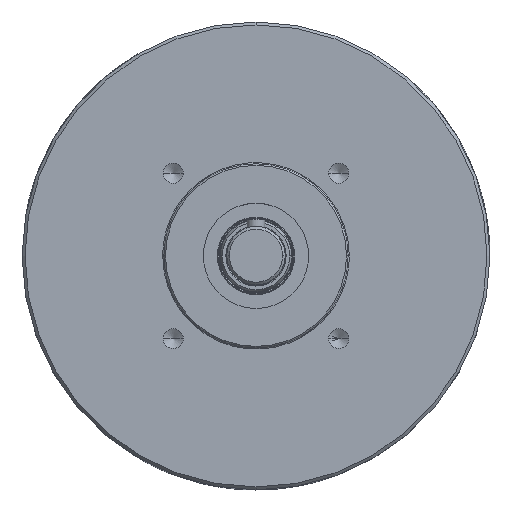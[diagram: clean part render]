
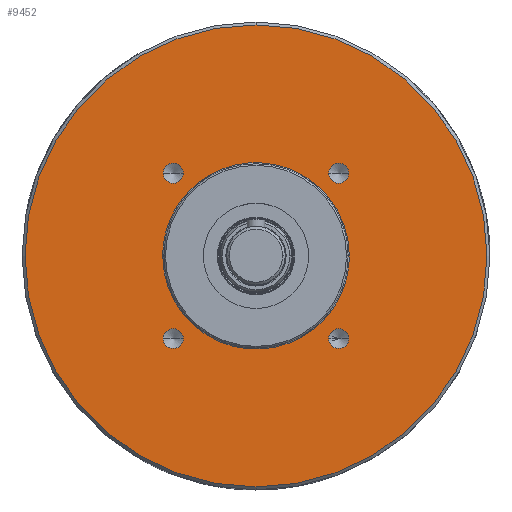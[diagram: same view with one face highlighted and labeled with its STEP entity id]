
A CAD part, top view. The second image highlights one B-rep face of the part: STEP entity #9452.
In plain terms, the highlighted planar face has unit normal (0, 0, 1).
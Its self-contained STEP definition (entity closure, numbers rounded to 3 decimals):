
#151 = DIRECTION ( 'NONE',  ( 0., 1., 0. ) ) ;
#1113 = CARTESIAN_POINT ( 'NONE',  ( 31.9, 0., -5. ) ) ;
#2086 = VERTEX_POINT ( 'NONE', #9576 ) ;
#2151 = CIRCLE ( 'NONE', #11247, 3.4 ) ;
#2681 = AXIS2_PLACEMENT_3D ( 'NONE', #10404, #2893, #45778 ) ;
#2893 = DIRECTION ( 'NONE',  ( 0., 0., 1. ) ) ;
#3583 = AXIS2_PLACEMENT_3D ( 'NONE', #19432, #16584, #7794 ) ;
#4192 = CARTESIAN_POINT ( 'NONE',  ( 28.284, 28.284, -5. ) ) ;
#4330 = AXIS2_PLACEMENT_3D ( 'NONE', #4192, #42945, #26976 ) ;
#4545 = DIRECTION ( 'NONE',  ( 0., 0., -1. ) ) ;
#5865 = EDGE_CURVE ( 'NONE', #35464, #34644, #34393, .T. ) ;
#7050 = VERTEX_POINT ( 'NONE', #48454 ) ;
#7200 = CARTESIAN_POINT ( 'NONE',  ( 31.684, 28.284, -5. ) ) ;
#7717 = DIRECTION ( 'NONE',  ( 0., 1., 0. ) ) ;
#7794 = DIRECTION ( 'NONE',  ( 1., 0., 0. ) ) ;
#7813 = VERTEX_POINT ( 'NONE', #44723 ) ;
#8721 = VERTEX_POINT ( 'NONE', #27216 ) ;
#9001 = CARTESIAN_POINT ( 'NONE',  ( -31.9, 0., -5. ) ) ;
#9042 = EDGE_LOOP ( 'NONE', ( #23012, #22690 ) ) ;
#9292 = ORIENTED_EDGE ( 'NONE', *, *, #45991, .F. ) ;
#9452 = ADVANCED_FACE ( 'NONE', ( #27349, #31231, #35598, #20380, #19339, #15971 ), #12354, .F. ) ;
#9491 = VERTEX_POINT ( 'NONE', #39982 ) ;
#9576 = CARTESIAN_POINT ( 'NONE',  ( 31.9, 0., -5. ) ) ;
#9761 = CARTESIAN_POINT ( 'NONE',  ( -31.9, -63.8, -5. ) ) ;
#9976 = CARTESIAN_POINT ( 'NONE',  ( 31.684, -28.284, -5. ) ) ;
#10222 = EDGE_LOOP ( 'NONE', ( #11142, #27846 ) ) ;
#10297 = DIRECTION ( 'NONE',  ( 1., 0., 0. ) ) ;
#10404 = CARTESIAN_POINT ( 'NONE',  ( 28.284, 28.284, -5. ) ) ;
#11142 = ORIENTED_EDGE ( 'NONE', *, *, #13609, .F. ) ;
#11247 = AXIS2_PLACEMENT_3D ( 'NONE', #12044, #27302, #50792 ) ;
#12044 = CARTESIAN_POINT ( 'NONE',  ( -28.284, 28.284, -5. ) ) ;
#12354 = PLANE ( 'NONE',  #37782 ) ;
#13263 = CARTESIAN_POINT ( 'NONE',  ( 31.9, 63.8, -5. ) ) ;
#13485 = ORIENTED_EDGE ( 'NONE', *, *, #39164, .F. ) ;
#13609 = EDGE_CURVE ( 'NONE', #7050, #2086, #28522, .T. ) ;
#15007 = ORIENTED_EDGE ( 'NONE', *, *, #47290, .F. ) ;
#15014 = VERTEX_POINT ( 'NONE', #37022 ) ;
#15136 = CARTESIAN_POINT ( 'NONE',  ( -28.284, 28.284, -5. ) ) ;
#15480 = CARTESIAN_POINT ( 'NONE',  ( 0., 0., -5. ) ) ;
#15971 = FACE_BOUND ( 'NONE', #9042, .T. ) ;
#16389 = CARTESIAN_POINT ( 'NONE',  ( -31.9, 63.8, -5. ) ) ;
#16584 = DIRECTION ( 'NONE',  ( 0., 0., 1. ) ) ;
#17332 =( BOUNDED_CURVE ( )  B_SPLINE_CURVE ( 3, ( #1113, #13263, #16389, #45014 ),
 .UNSPECIFIED., .F., .F. ) 
 B_SPLINE_CURVE_WITH_KNOTS ( ( 4, 4 ),
 ( 0., 1. ),
 .UNSPECIFIED. ) 
 CURVE ( )  GEOMETRIC_REPRESENTATION_ITEM ( )  RATIONAL_B_SPLINE_CURVE ( ( 1., 0.333, 0.333, 1. ) ) 
 REPRESENTATION_ITEM ( '' )  );
#17936 = CARTESIAN_POINT ( 'NONE',  ( 0., -79., -5. ) ) ;
#18903 = DIRECTION ( 'NONE',  ( 1., 0., 0. ) ) ;
#19155 = DIRECTION ( 'NONE',  ( 0., 0., 1. ) ) ;
#19243 = CIRCLE ( 'NONE', #31652, 3.4 ) ;
#19339 = FACE_BOUND ( 'NONE', #22142, .T. ) ;
#19432 = CARTESIAN_POINT ( 'NONE',  ( 28.284, -28.284, -5. ) ) ;
#19595 = CARTESIAN_POINT ( 'NONE',  ( 0., 31.9, -5. ) ) ;
#20053 = EDGE_LOOP ( 'NONE', ( #15007, #25241 ) ) ;
#20380 = FACE_BOUND ( 'NONE', #24411, .T. ) ;
#21123 = CIRCLE ( 'NONE', #49145, 79. ) ;
#21962 = AXIS2_PLACEMENT_3D ( 'NONE', #30796, #19155, #18903 ) ;
#22011 = ORIENTED_EDGE ( 'NONE', *, *, #28504, .F. ) ;
#22142 = EDGE_LOOP ( 'NONE', ( #22011, #13485 ) ) ;
#22690 = ORIENTED_EDGE ( 'NONE', *, *, #47722, .F. ) ;
#23012 = ORIENTED_EDGE ( 'NONE', *, *, #37531, .F. ) ;
#23337 = CIRCLE ( 'NONE', #4330, 3.4 ) ;
#24411 = EDGE_LOOP ( 'NONE', ( #34741, #9292 ) ) ;
#25241 = ORIENTED_EDGE ( 'NONE', *, *, #42340, .F. ) ;
#25921 = ORIENTED_EDGE ( 'NONE', *, *, #5865, .F. ) ;
#26976 = DIRECTION ( 'NONE',  ( 1., 0., 0. ) ) ;
#27216 = CARTESIAN_POINT ( 'NONE',  ( 24.884, 28.284, -5. ) ) ;
#27302 = DIRECTION ( 'NONE',  ( 0., 0., 1. ) ) ;
#27349 = FACE_OUTER_BOUND ( 'NONE', #20053, .T. ) ;
#27370 = EDGE_CURVE ( 'NONE', #2086, #7050, #17332, .T. ) ;
#27594 = EDGE_LOOP ( 'NONE', ( #36853, #25921 ) ) ;
#27846 = ORIENTED_EDGE ( 'NONE', *, *, #27370, .F. ) ;
#28504 = EDGE_CURVE ( 'NONE', #41826, #8721, #43933, .T. ) ;
#28522 =( BOUNDED_CURVE ( )  B_SPLINE_CURVE ( 3, ( #9001, #9761, #28912, #44389 ),
 .UNSPECIFIED., .F., .F. ) 
 B_SPLINE_CURVE_WITH_KNOTS ( ( 4, 4 ),
 ( 0., 1. ),
 .UNSPECIFIED. ) 
 CURVE ( )  GEOMETRIC_REPRESENTATION_ITEM ( )  RATIONAL_B_SPLINE_CURVE ( ( 1., 0.333, 0.333, 1. ) ) 
 REPRESENTATION_ITEM ( '' )  );
#28912 = CARTESIAN_POINT ( 'NONE',  ( 31.9, -63.8, -5. ) ) ;
#29215 = CIRCLE ( 'NONE', #32547, 79. ) ;
#29377 = CIRCLE ( 'NONE', #21962, 3.4 ) ;
#30796 = CARTESIAN_POINT ( 'NONE',  ( -28.284, -28.284, -5. ) ) ;
#31231 = FACE_BOUND ( 'NONE', #10222, .T. ) ;
#31248 = DIRECTION ( 'NONE',  ( 0., 0., -1. ) ) ;
#31652 = AXIS2_PLACEMENT_3D ( 'NONE', #15136, #31667, #38636 ) ;
#31667 = DIRECTION ( 'NONE',  ( 0., 0., 1. ) ) ;
#32547 = AXIS2_PLACEMENT_3D ( 'NONE', #39682, #4545, #151 ) ;
#33463 = DIRECTION ( 'NONE',  ( 0., 0., 1. ) ) ;
#34393 = CIRCLE ( 'NONE', #41764, 3.4 ) ;
#34644 = VERTEX_POINT ( 'NONE', #36124 ) ;
#34741 = ORIENTED_EDGE ( 'NONE', *, *, #40982, .F. ) ;
#35464 = VERTEX_POINT ( 'NONE', #49822 ) ;
#35598 = FACE_BOUND ( 'NONE', #27594, .T. ) ;
#36118 = DIRECTION ( 'NONE',  ( -1., 0., 0. ) ) ;
#36124 = CARTESIAN_POINT ( 'NONE',  ( -24.884, -28.284, -5. ) ) ;
#36853 = ORIENTED_EDGE ( 'NONE', *, *, #46722, .F. ) ;
#37022 = CARTESIAN_POINT ( 'NONE',  ( 24.884, -28.284, -5. ) ) ;
#37319 = CARTESIAN_POINT ( 'NONE',  ( -28.284, -28.284, -5. ) ) ;
#37531 = EDGE_CURVE ( 'NONE', #9491, #46192, #19243, .T. ) ;
#37782 = AXIS2_PLACEMENT_3D ( 'NONE', #19595, #46949, #36118 ) ;
#38072 = CARTESIAN_POINT ( 'NONE',  ( -31.684, 28.284, -5. ) ) ;
#38636 = DIRECTION ( 'NONE',  ( 1., 0., 0. ) ) ;
#39164 = EDGE_CURVE ( 'NONE', #8721, #41826, #23337, .T. ) ;
#39403 = DIRECTION ( 'NONE',  ( 0., 0., 1. ) ) ;
#39682 = CARTESIAN_POINT ( 'NONE',  ( 0., 0., -5. ) ) ;
#39743 = AXIS2_PLACEMENT_3D ( 'NONE', #50066, #39403, #10297 ) ;
#39982 = CARTESIAN_POINT ( 'NONE',  ( -24.884, 28.284, -5. ) ) ;
#40982 = EDGE_CURVE ( 'NONE', #48614, #15014, #50614, .T. ) ;
#41764 = AXIS2_PLACEMENT_3D ( 'NONE', #37319, #33463, #45815 ) ;
#41826 = VERTEX_POINT ( 'NONE', #7200 ) ;
#42340 = EDGE_CURVE ( 'NONE', #46244, #7813, #29215, .T. ) ;
#42945 = DIRECTION ( 'NONE',  ( 0., 0., 1. ) ) ;
#43933 = CIRCLE ( 'NONE', #2681, 3.4 ) ;
#44389 = CARTESIAN_POINT ( 'NONE',  ( 31.9, 0., -5. ) ) ;
#44717 = CIRCLE ( 'NONE', #39743, 3.4 ) ;
#44723 = CARTESIAN_POINT ( 'NONE',  ( 0., 79., -5. ) ) ;
#45014 = CARTESIAN_POINT ( 'NONE',  ( -31.9, 0., -5. ) ) ;
#45778 = DIRECTION ( 'NONE',  ( 1., 0., 0. ) ) ;
#45815 = DIRECTION ( 'NONE',  ( 1., 0., 0. ) ) ;
#45991 = EDGE_CURVE ( 'NONE', #15014, #48614, #44717, .T. ) ;
#46192 = VERTEX_POINT ( 'NONE', #38072 ) ;
#46244 = VERTEX_POINT ( 'NONE', #17936 ) ;
#46722 = EDGE_CURVE ( 'NONE', #34644, #35464, #29377, .T. ) ;
#46949 = DIRECTION ( 'NONE',  ( 0., 0., -1. ) ) ;
#47290 = EDGE_CURVE ( 'NONE', #7813, #46244, #21123, .T. ) ;
#47722 = EDGE_CURVE ( 'NONE', #46192, #9491, #2151, .T. ) ;
#48454 = CARTESIAN_POINT ( 'NONE',  ( -31.9, 0., -5. ) ) ;
#48614 = VERTEX_POINT ( 'NONE', #9976 ) ;
#49145 = AXIS2_PLACEMENT_3D ( 'NONE', #15480, #31248, #7717 ) ;
#49822 = CARTESIAN_POINT ( 'NONE',  ( -31.684, -28.284, -5. ) ) ;
#50066 = CARTESIAN_POINT ( 'NONE',  ( 28.284, -28.284, -5. ) ) ;
#50614 = CIRCLE ( 'NONE', #3583, 3.4 ) ;
#50792 = DIRECTION ( 'NONE',  ( 1., 0., 0. ) ) ;
